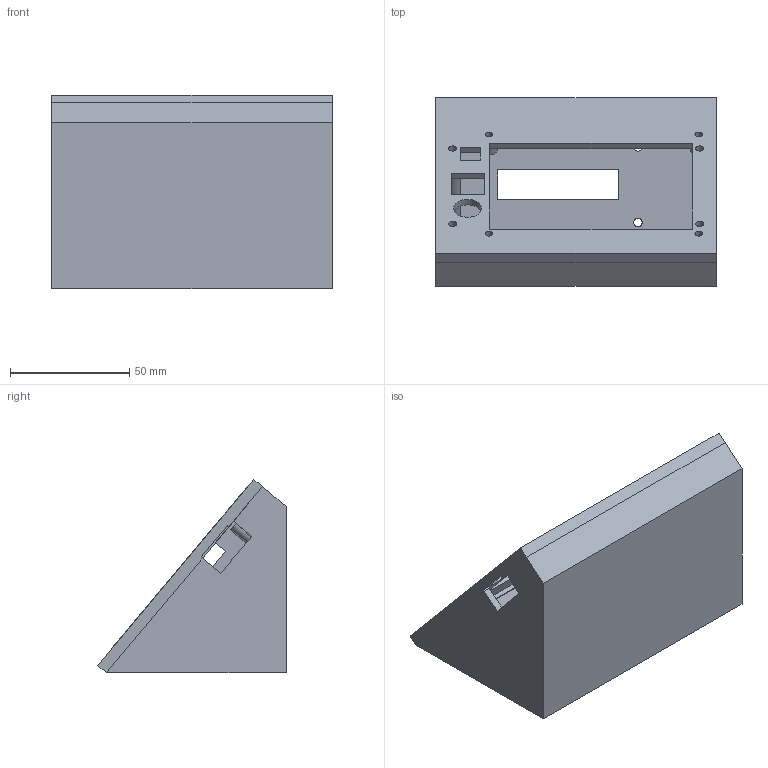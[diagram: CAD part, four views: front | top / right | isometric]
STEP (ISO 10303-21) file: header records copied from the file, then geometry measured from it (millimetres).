
FILE_DESCRIPTION(('HOOPS Exchange Step'),'2;1');
FILE_NAME('temp_export','2023-06-26T14:48:41+02:00',('mobile'),('Shapr3D Limited'),'HOOPS Exchange 2022.2','Shapr3D','Authorized');
FILE_SCHEMA( ('AUTOMOTIVE_DESIGN { 1 0 10303 214 1 1 1 1 }') );
Length unit declared in the file: millimetre
Products named in the file (1): root
Bounding box: 118 x 79.22 x 81.19 mm (x, y, z)
Volume: 85189.6 mm3; surface area: 68045.6 mm2
Topology: 2 solids, 2 shells, 118 faces, 324 edges, 222 vertices
Faces by surface type: plane 87, cylinder 31
Full cylindrical faces by diameter (mm): 3.1 x4, 3.4 x4, 3.6 x4, 4 x2, 4.4 x4, 5 x2, 6 x4, 6.4 x4, 7 x2, 11.7 x1
Entity records: 3913 total; most frequent: CARTESIAN_POINT 665, DIRECTION 656, ORIENTED_EDGE 648, EDGE_CURVE 324, VECTOR 230, LINE 230, VERTEX_POINT 222, AXIS2_PLACEMENT_3D 213
